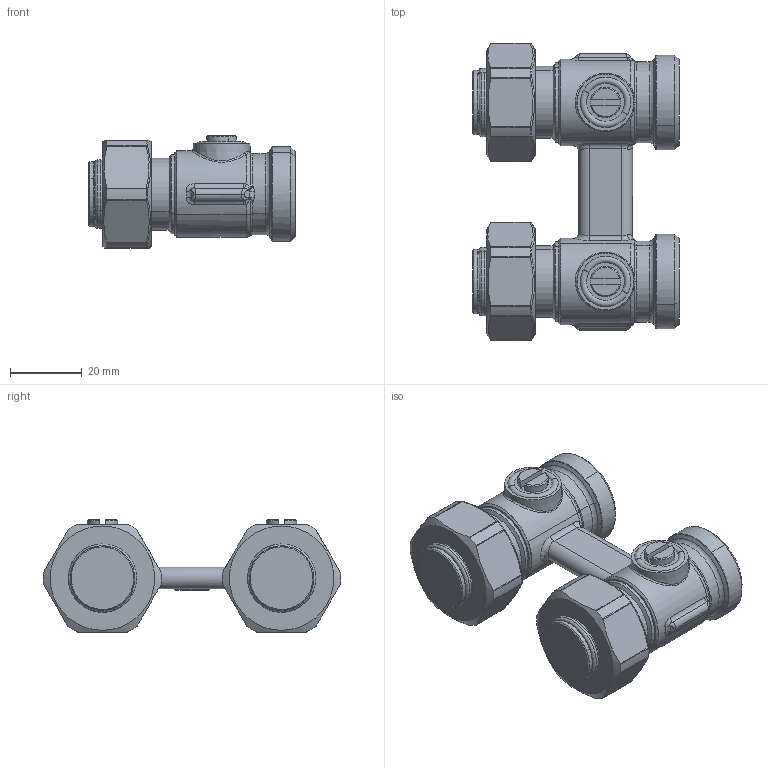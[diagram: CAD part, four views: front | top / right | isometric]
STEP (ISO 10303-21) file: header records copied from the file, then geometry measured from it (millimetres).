
FILE_DESCRIPTION(('CATIA V5 STEP Exchange'),'2;1');
FILE_NAME('STEP_301052_-_TST.stp','2020-01-08T07:51:24+00:00',('none'),('none'),'CATIA Version 5-6 Release 2016 SP4','CATIA V5 STEP AP203','none');
FILE_SCHEMA(('CONFIG_CONTROL_DESIGN'));
Length unit declared in the file: millimetre
Products named in the file (1): 301052 - TST
Bounding box: 57.4 x 82.75 x 31.2 mm (x, y, z)
Volume: 61428.7 mm3; surface area: 14026.9 mm2
Topology: 1 solids, 1 shells, 466 faces, 1094 edges, 604 vertices
Faces by surface type: cylinder 127, bspline 126, torus 65, plane 64, cone 51, sphere 33
Entity records: 20485 total; most frequent: CARTESIAN_POINT 11821, ORIENTED_EDGE 2114, DIRECTION 1119, EDGE_CURVE 1057, AXIS2_PLACEMENT_3D 622, VERTEX_POINT 604, EDGE_LOOP 477, ADVANCED_FACE 466
